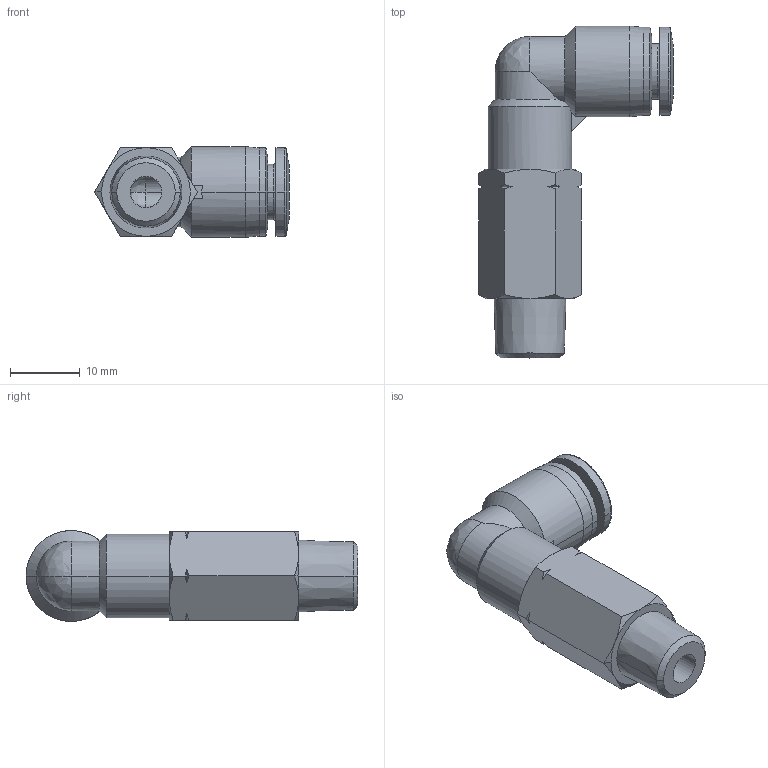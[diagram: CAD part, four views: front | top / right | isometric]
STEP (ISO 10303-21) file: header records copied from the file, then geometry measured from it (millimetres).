
FILE_DESCRIPTION (( 'STEP AP214' ), '1' );
FILE_NAME ('MEL14-18N.step', '2016-02-24T20:42:37', ( '' ), ( '' ), 'SwSTEP 2.0', 'SolidWorks 2015', '' );
FILE_SCHEMA (( 'AUTOMOTIVE_DESIGN' ));
Length unit declared in the file: inch
Products named in the file (1): MEL14-18N
Bounding box: 27.83 x 47.5 x 13 mm (x, y, z)
Volume: 5610.9 mm3; surface area: 3659.8 mm2
Topology: 1 solids, 1 shells, 88 faces, 215 edges, 129 vertices
Faces by surface type: cone 43, cylinder 20, plane 15, bspline 8, torus 2
Entity records: 3885 total; most frequent: CARTESIAN_POINT 745, ORIENTED_EDGE 422, DIRECTION 403, EDGE_CURVE 211, AXIS2_PLACEMENT_3D 175, VERTEX_POINT 129, EDGE_LOOP 94, CIRCLE 94
